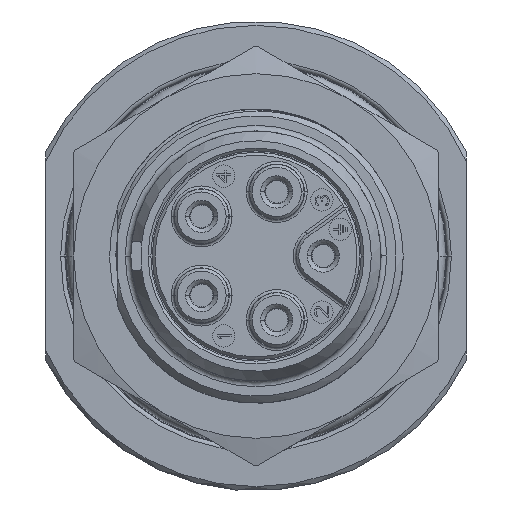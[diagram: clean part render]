
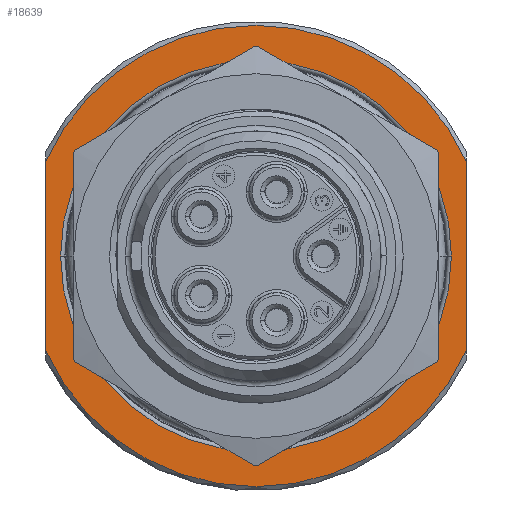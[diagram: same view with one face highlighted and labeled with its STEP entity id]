
A CAD part, left-side view. The second image highlights one B-rep face of the part: STEP entity #18639.
In plain terms, the highlighted planar face has unit normal (-1, 0, 0).
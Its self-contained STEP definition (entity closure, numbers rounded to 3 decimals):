
#107=CARTESIAN_POINT('',(20.5,0.,0.));
#108=DIRECTION('',(-1.,0.,0.));
#109=DIRECTION('',(0.,0.912,-0.411));
#110=AXIS2_PLACEMENT_3D('',#107,#108,#109);
#131=DIRECTION('',(0.,0.,1.));
#132=VECTOR('',#131,13.506);
#133=CARTESIAN_POINT('',(20.5,15.,-6.753));
#134=LINE('1688',#133,#132);
#135=DIRECTION('',(0.,0.,-1.));
#136=VECTOR('',#135,13.506);
#137=CARTESIAN_POINT('',(20.5,-15.,6.753));
#138=LINE('1687',#137,#136);
#139=CARTESIAN_POINT('',(20.5,0.,0.));
#140=DIRECTION('',(1.,0.,0.));
#141=DIRECTION('',(0.,0.912,0.411));
#142=AXIS2_PLACEMENT_3D('',#139,#140,#141);
#163=CARTESIAN_POINT('',(20.5,0.,0.));
#164=DIRECTION('',(1.,0.,0.));
#165=DIRECTION('',(0.,1.,0.));
#166=AXIS2_PLACEMENT_3D('',#163,#164,#165);
#178=CARTESIAN_POINT('',(20.5,0.,0.));
#179=DIRECTION('',(1.,0.,0.));
#180=DIRECTION('',(0.,-1.,0.));
#181=AXIS2_PLACEMENT_3D('',#178,#179,#180);
#15503=CARTESIAN_POINT('',(20.5,13.939,0.));
#15504=CARTESIAN_POINT('',(20.5,-13.939,0.));
#15505=VERTEX_POINT('',#15503);
#15506=VERTEX_POINT('',#15504);
#15543=CARTESIAN_POINT('',(20.5,15.,6.753));
#15544=CARTESIAN_POINT('',(20.5,-15.,6.753));
#15545=VERTEX_POINT('',#15543);
#15546=VERTEX_POINT('',#15544);
#15559=CARTESIAN_POINT('',(20.5,15.,-6.753));
#15560=CARTESIAN_POINT('',(20.5,-15.,-6.753));
#15561=VERTEX_POINT('',#15559);
#15562=VERTEX_POINT('',#15560);
#18621=CARTESIAN_POINT('',(20.5,0.,0.));
#18622=DIRECTION('',(1.,0.,0.));
#18623=DIRECTION('',(0.,-1.,0.));
#18624=AXIS2_PLACEMENT_3D('',#18621,#18622,#18623);
#18625=PLANE('247',#18624);
#18626=ORIENTED_EDGE('1688',*,*,#18522,.T.);
#18628=ORIENTED_EDGE('1669',*,*,#18627,.T.);
#18629=ORIENTED_EDGE('1687',*,*,#18573,.T.);
#18630=ORIENTED_EDGE('1679',*,*,#18613,.F.);
#18631=EDGE_LOOP('247',(#18626,#18628,#18629,#18630));
#18632=FACE_OUTER_BOUND('247',#18631,.F.);
#18634=ORIENTED_EDGE('1627',*,*,#18633,.F.);
#18636=ORIENTED_EDGE('1629',*,*,#18635,.F.);
#18637=EDGE_LOOP('247',(#18634,#18636));
#18638=FACE_BOUND('247',#18637,.F.);
#111=CIRCLE('1679',#110,16.45);
#143=CIRCLE('1669',#142,16.45);
#167=CIRCLE('1627',#166,13.939);
#182=CIRCLE('1629',#181,13.939);
#18522=EDGE_CURVE('1688',#15561,#15545,#134,.T.);
#18573=EDGE_CURVE('1687',#15546,#15562,#138,.T.);
#18613=EDGE_CURVE('1679',#15561,#15562,#111,.T.);
#18627=EDGE_CURVE('1669',#15545,#15546,#143,.T.);
#18633=EDGE_CURVE('1627',#15505,#15506,#167,.T.);
#18635=EDGE_CURVE('1629',#15506,#15505,#182,.T.);
#18639=ADVANCED_FACE('247',(#18632,#18638),#18625,.F.);
